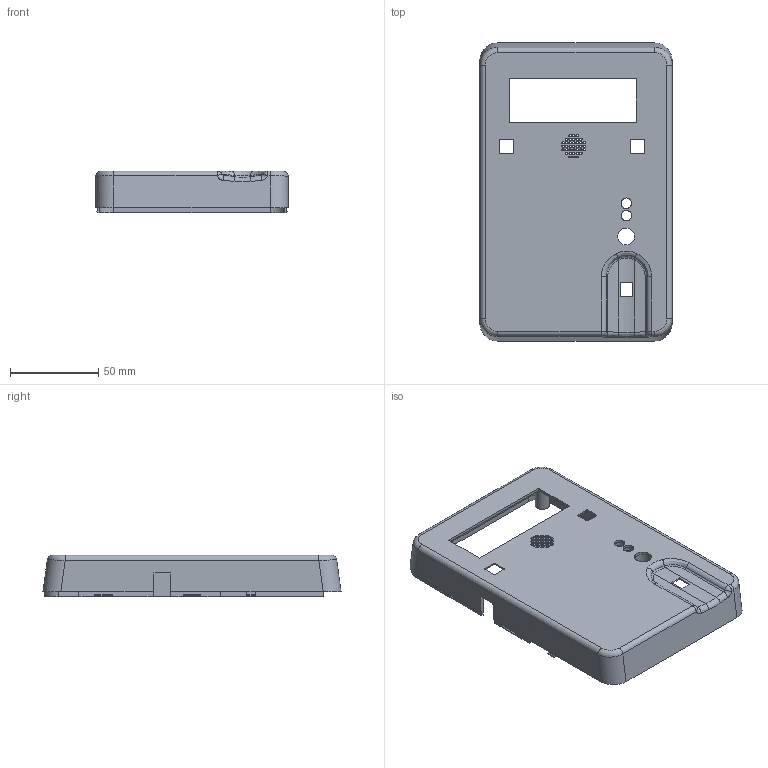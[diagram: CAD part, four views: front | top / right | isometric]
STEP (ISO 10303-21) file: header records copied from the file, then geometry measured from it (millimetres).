
FILE_DESCRIPTION(('CAx-IF Rec.Pracs.---Model Styling and Organization---1.5---2016-08-15','CAx-IF Rec.Pracs.---Geometric and Assembly Validation Properties---4.4---2016-08-17','CAx-IF Rec.Pracs.---User Defined Attributes---1.5---2016-08-15','CAx-IF Rec.Pracs.---External References---2.1---2005-01-19'),'2;1');
FILE_NAME('OUTER COVER.stp','2021-07-15T16:23:29',('Unspecified'),('Unspecified'),'CAD Exchanger 3.9.2 (cadexchanger.com)','Unspecified','');
FILE_SCHEMA(('AUTOMOTIVE_DESIGN { 1 0 10303 214 1 1 1 1 }'));
Length unit declared in the file: millimetre
Bounding box: 108.7 x 168.59 x 23.6 mm (x, y, z)
Volume: 47584.2 mm3; surface area: 56467.2 mm2
Topology: 1 solids, 1 shells, 370 faces, 1015 edges, 659 vertices
Faces by surface type: plane 185, cylinder 127, bspline 53, revolution 5
Full cylindrical faces by diameter (mm): 3.2 x4, 12 x1
Entity records: 17849 total; most frequent: CARTESIAN_POINT 5921, ORIENTED_EDGE 2030, DIRECTION 1761, EDGE_CURVE 1015, VERTEX_POINT 659, LINE 640, VECTOR 640, AXIS2_PLACEMENT_3D 558
